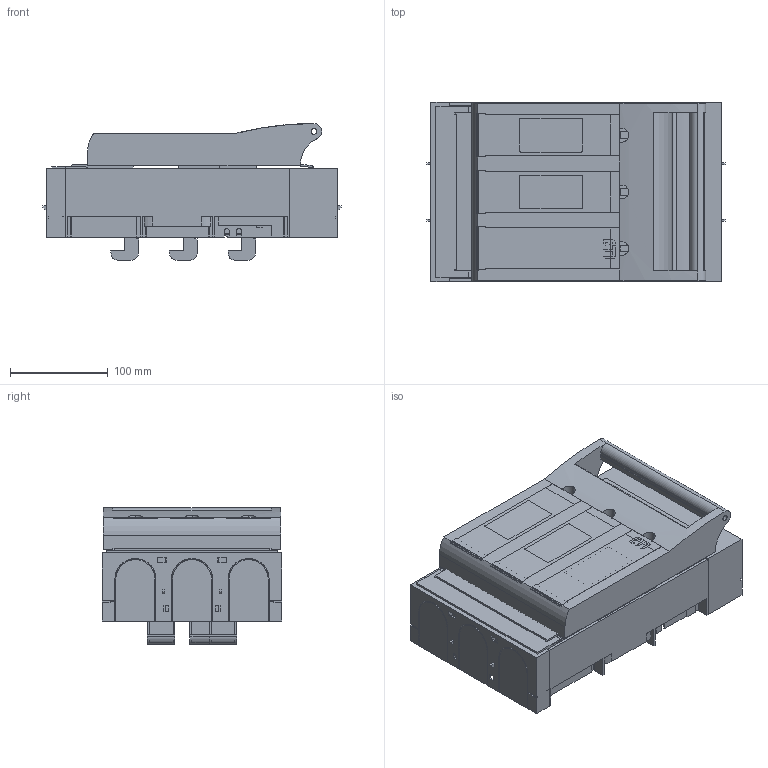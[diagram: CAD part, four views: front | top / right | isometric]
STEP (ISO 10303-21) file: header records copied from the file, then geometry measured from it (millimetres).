
FILE_DESCRIPTION((''),'2;1');
FILE_NAME('KVL-B-1_3P_M10_ASM','2021-11-16T',('marketing.praksa'),('Audax d.o.o.'),'CREO PARAMETRIC BY PTC INC, 2017480','CREO PARAMETRIC BY PTC INC, 2017480','');
FILE_SCHEMA(('AUTOMOTIVE_DESIGN { 1 0 10303 214 1 1 1 1 }'));
Products named in the file (14): 34227_L_SCHUTZABDECKUNG_GR1_OBE; 34208_L_SCHEIBE_GR_1_1; 158636_L_ANSCHLUSSSCHIENE_L2_1; 34228_L_SCHUTZABDECKUNG_GR1_UNT; 158637_L_ANSCHLUSSSCHIENE_L3_1; 34202_L_FRONTPLATTE_GR1_1; 34213_L_SK-MONTAGEHAUBE_1; 5491_05_KLEMMBUEGEL_KPL_ASM_1_ASM; 158634_ANSCHLUSSLASCHE_1; 34226_L_GEHAEUSE_SAMMELSCHIENEN; 158635_L_ANSCHLUSSSCHIENE_L1_1; PRT9573; A1; KVL-B-1_3P_M10_ASM
Assembly tree (18 placements, depth 3):
  KVL-B-1_3P_M10_ASM
    34227_L_SCHUTZABDECKUNG_GR1_OBE
    34208_L_SCHEIBE_GR_1_1  x2
    158636_L_ANSCHLUSSSCHIENE_L2_1
    34228_L_SCHUTZABDECKUNG_GR1_UNT
    158637_L_ANSCHLUSSSCHIENE_L3_1
    34202_L_FRONTPLATTE_GR1_1
    5491_05_KLEMMBUEGEL_KPL_ASM_1_ASM  x3
      34213_L_SK-MONTAGEHAUBE_1
    158634_ANSCHLUSSLASCHE_1  x3
    34226_L_GEHAEUSE_SAMMELSCHIENEN
    158635_L_ANSCHLUSSSCHIENE_L1_1
    PRT9573
    A1
Bounding box: 305.7 x 183.5 x 140.3 mm (x, y, z)
Volume: 1526809.5 mm3; surface area: 733658 mm2
Topology: 18 solids, 19 shells, 1668 faces, 5208 edges, 3458 vertices
Faces by surface type: plane 1351, cylinder 293, cone 24
Entity records: 77143 total; most frequent: CARTESIAN_POINT 9651, ORIENTED_EDGE 9302, DIRECTION 8154, PRESENTATION_STYLE_ASSIGNMENT 6164, STYLED_ITEM 6164, CURVE_STYLE 4667, EDGE_CURVE 4667, VECTOR 4056
